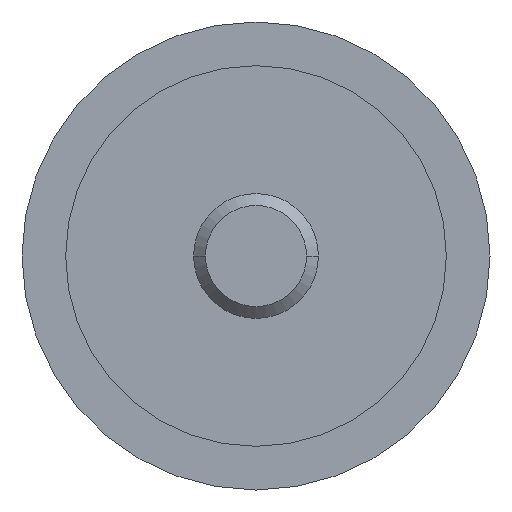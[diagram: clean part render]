
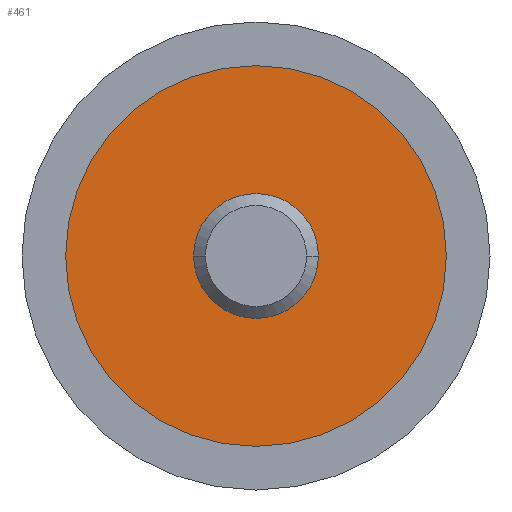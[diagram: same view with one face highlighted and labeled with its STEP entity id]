
A CAD part, front view. The second image highlights one B-rep face of the part: STEP entity #461.
In plain terms, the highlighted planar face has unit normal (0, -1, 0).
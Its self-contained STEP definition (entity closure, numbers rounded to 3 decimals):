
#291=EDGE_CURVE('',#297,#353,#652,.T.);
#297=VERTEX_POINT('',#659);
#321=VERTEX_POINT('',#686);
#329=EDGE_CURVE('',#351,#321,#696,.T.);
#351=VERTEX_POINT('',#721);
#353=VERTEX_POINT('',#723);
#397=EDGE_CURVE('',#321,#351,#776,.T.);
#461=ADVANCED_FACE('',(#847,#848),#849,.T.);
#467=EDGE_CURVE('',#353,#297,#855,.T.);
#652=CIRCLE('',#1072,2.0);
#659=CARTESIAN_POINT('',(2.0,0.0,0.));
#686=CARTESIAN_POINT('',(6.1,0.0,0.0));
#696=CIRCLE('',#1122,6.1);
#721=CARTESIAN_POINT('',(-6.1,0.0,0.));
#723=CARTESIAN_POINT('',(-2.0,0.,0.));
#776=CIRCLE('',#1217,6.1);
#847=FACE_BOUND('',#1310,.T.);
#848=FACE_OUTER_BOUND('',#1311,.T.);
#849=PLANE('',#1312);
#855=CIRCLE('',#1321,2.0);
#1072=AXIS2_PLACEMENT_3D('',#1540,#1541,#1542);
#1122=AXIS2_PLACEMENT_3D('',#1596,#1597,#1598);
#1217=AXIS2_PLACEMENT_3D('',#1705,#1706,#1707);
#1310=EDGE_LOOP('',(#1793,#1794));
#1311=EDGE_LOOP('',(#1795,#1796));
#1312=AXIS2_PLACEMENT_3D('',#1797,#1798,#1799);
#1321=AXIS2_PLACEMENT_3D('',#1806,#1807,#1808);
#1540=CARTESIAN_POINT('',(0.0,0.,0.0));
#1541=DIRECTION('',(-0.0,1.0,0.0));
#1542=DIRECTION('',(1.0,0.0,0.0));
#1596=CARTESIAN_POINT('',(0.0,0.0,0.0));
#1597=DIRECTION('',(0.0,-1.0,0.0));
#1598=DIRECTION('',(1.0,0.0,0.0));
#1705=CARTESIAN_POINT('',(0.0,0.0,0.0));
#1706=DIRECTION('',(0.0,-1.0,0.0));
#1707=DIRECTION('',(1.0,0.0,0.0));
#1793=ORIENTED_EDGE('',*,*,#467,.T.);
#1794=ORIENTED_EDGE('',*,*,#291,.T.);
#1795=ORIENTED_EDGE('',*,*,#397,.T.);
#1796=ORIENTED_EDGE('',*,*,#329,.T.);
#1797=CARTESIAN_POINT('',(0.0,0.0,0.0));
#1798=DIRECTION('',(0.0,-1.0,0.0));
#1799=DIRECTION('',(-1.0,0.0,0.0));
#1806=CARTESIAN_POINT('',(0.0,0.,0.0));
#1807=DIRECTION('',(-0.0,1.0,0.0));
#1808=DIRECTION('',(1.0,0.0,0.0));
